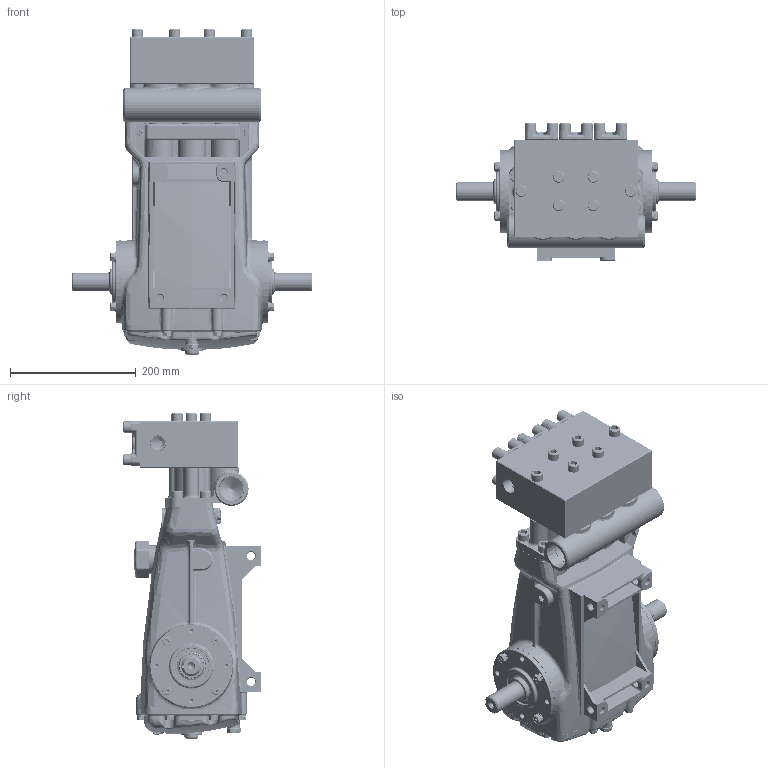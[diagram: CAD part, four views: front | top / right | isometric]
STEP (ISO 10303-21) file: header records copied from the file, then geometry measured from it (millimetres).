
FILE_DESCRIPTION (( 'STEP AP203' ), '1' );
FILE_NAME ('2560.STEP', '2022-02-04T13:30:36', ( '' ), ( '' ), 'SwSTEP 2.0', 'SolidWorks 2021', '' );
FILE_SCHEMA (( 'CONFIG_CONTROL_DESIGN' ));
Products named in the file (1): 2560
Bounding box: 382 x 218 x 517 mm (x, y, z)
Volume: 7511443.6 mm3; surface area: 1562815.6 mm2
Topology: 122 solids, 140 shells, 6666 faces, 15989 edges, 9576 vertices
Faces by surface type: cylinder 2041, plane 1956, bspline 950, torus 921, cone 722, sphere 76
Entity records: 247880 total; most frequent: CARTESIAN_POINT 100941, ORIENTED_EDGE 31370, DIRECTION 30057, EDGE_CURVE 15685, AXIS2_PLACEMENT_3D 12279, VERTEX_POINT 9568, EDGE_LOOP 7211, FACE_OUTER_BOUND 6666
